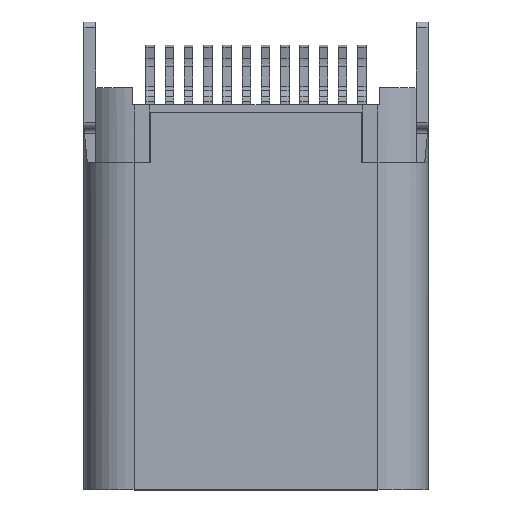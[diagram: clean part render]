
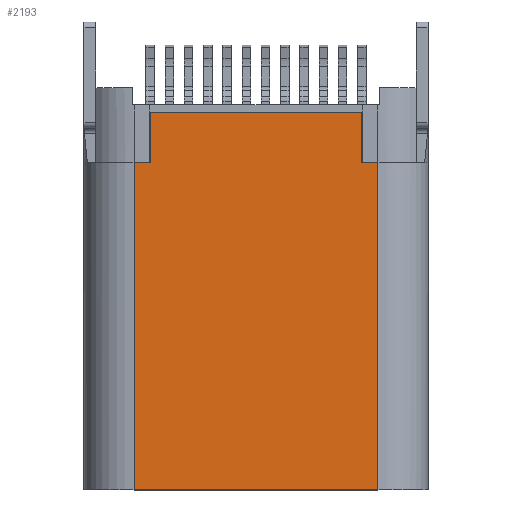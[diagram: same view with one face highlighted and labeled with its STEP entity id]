
A CAD part, top view. The second image highlights one B-rep face of the part: STEP entity #2193.
In plain terms, the highlighted planar face has unit normal (0, 0, 1).
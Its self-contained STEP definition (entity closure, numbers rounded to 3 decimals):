
#41 = VERTEX_POINT('',#42);
#42 = CARTESIAN_POINT('',(-3.17,-10.078,1.18));
#49 = EDGE_CURVE('',#41,#50,#52,.T.);
#50 = VERTEX_POINT('',#51);
#51 = CARTESIAN_POINT('',(3.17,-10.078,1.18));
#52 = LINE('',#53,#54);
#53 = CARTESIAN_POINT('',(-3.17,-10.078,1.18));
#54 = VECTOR('',#55,1.);
#55 = DIRECTION('',(1.,0.,0.));
#1886 = VERTEX_POINT('',#1887);
#1887 = CARTESIAN_POINT('',(3.17,-1.578,1.18));
#1894 = EDGE_CURVE('',#1886,#1895,#1897,.T.);
#1895 = VERTEX_POINT('',#1896);
#1896 = CARTESIAN_POINT('',(2.75,-1.578,1.18));
#1897 = LINE('',#1898,#1899);
#1898 = CARTESIAN_POINT('',(3.17,-1.578,1.18));
#1899 = VECTOR('',#1900,1.);
#1900 = DIRECTION('',(-1.,0.,-0.));
#1919 = VERTEX_POINT('',#1920);
#1920 = CARTESIAN_POINT('',(-2.75,-1.578,1.18));
#1926 = EDGE_CURVE('',#1927,#1919,#1929,.T.);
#1927 = VERTEX_POINT('',#1928);
#1928 = CARTESIAN_POINT('',(-3.17,-1.578,1.18));
#1929 = LINE('',#1930,#1931);
#1930 = CARTESIAN_POINT('',(-3.17,-1.578,1.18));
#1931 = VECTOR('',#1932,1.);
#1932 = DIRECTION('',(1.,0.,0.));
#2048 = EDGE_CURVE('',#2049,#1895,#2051,.T.);
#2049 = VERTEX_POINT('',#2050);
#2050 = CARTESIAN_POINT('',(2.75,-0.278,1.18));
#2051 = LINE('',#2052,#2053);
#2052 = CARTESIAN_POINT('',(2.75,-0.278,1.18));
#2053 = VECTOR('',#2054,1.);
#2054 = DIRECTION('',(0.,-1.,0.));
#2150 = EDGE_CURVE('',#2151,#2049,#2153,.T.);
#2151 = VERTEX_POINT('',#2152);
#2152 = CARTESIAN_POINT('',(-2.75,-0.278,1.18));
#2153 = LINE('',#2154,#2155);
#2154 = CARTESIAN_POINT('',(-2.75,-0.278,1.18));
#2155 = VECTOR('',#2156,1.);
#2156 = DIRECTION('',(1.,0.,0.));
#2193 = ADVANCED_FACE('',(#2194),#2219,.T.);
#2194 = FACE_BOUND('',#2195,.F.);
#2195 = EDGE_LOOP('',(#2196,#2197,#2203,#2204,#2210,#2211,#2217,#2218));
#2196 = ORIENTED_EDGE('',*,*,#1894,.F.);
#2197 = ORIENTED_EDGE('',*,*,#2198,.T.);
#2198 = EDGE_CURVE('',#1886,#50,#2199,.T.);
#2199 = LINE('',#2200,#2201);
#2200 = CARTESIAN_POINT('',(3.17,-1.578,1.18));
#2201 = VECTOR('',#2202,1.);
#2202 = DIRECTION('',(0.,-1.,0.));
#2203 = ORIENTED_EDGE('',*,*,#49,.F.);
#2204 = ORIENTED_EDGE('',*,*,#2205,.F.);
#2205 = EDGE_CURVE('',#1927,#41,#2206,.T.);
#2206 = LINE('',#2207,#2208);
#2207 = CARTESIAN_POINT('',(-3.17,-1.578,1.18));
#2208 = VECTOR('',#2209,1.);
#2209 = DIRECTION('',(0.,-1.,0.));
#2210 = ORIENTED_EDGE('',*,*,#1926,.T.);
#2211 = ORIENTED_EDGE('',*,*,#2212,.F.);
#2212 = EDGE_CURVE('',#2151,#1919,#2213,.T.);
#2213 = LINE('',#2214,#2215);
#2214 = CARTESIAN_POINT('',(-2.75,-0.278,1.18));
#2215 = VECTOR('',#2216,1.);
#2216 = DIRECTION('',(0.,-1.,0.));
#2217 = ORIENTED_EDGE('',*,*,#2150,.T.);
#2218 = ORIENTED_EDGE('',*,*,#2048,.T.);
#2219 = PLANE('',#2220);
#2220 = AXIS2_PLACEMENT_3D('',#2221,#2222,#2223);
#2221 = CARTESIAN_POINT('',(-4.47,-10.078,1.18));
#2222 = DIRECTION('',(0.,0.,1.));
#2223 = DIRECTION('',(1.,0.,0.));
